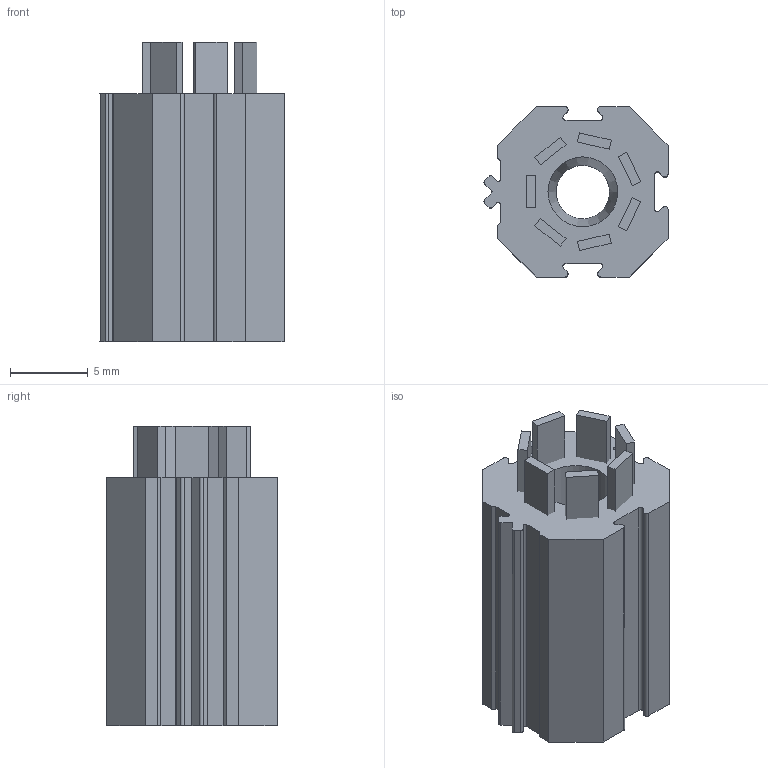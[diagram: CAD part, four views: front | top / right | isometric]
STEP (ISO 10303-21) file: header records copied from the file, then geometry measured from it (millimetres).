
FILE_DESCRIPTION (( 'STEP AP203' ), '1' );
FILE_NAME ('S98107-D02.STEP', '2025-01-22T09:03:32', ( '' ), ( '' ), 'SwSTEP 2.0', 'SolidWorks 2023', '' );
FILE_SCHEMA (( 'CONFIG_CONTROL_DESIGN' ));
Length unit declared in the file: millimetre
Products named in the file (3): V96456-G_Monoblock; K98001-B_Monoblock; S98107-D02
Assembly tree (2 placements, depth 2):
  S98107-D02
    V96456-G_Monoblock
    K98001-B_Monoblock
Bounding box: 11.88 x 11 x 19.3 mm (x, y, z)
Volume: 1770.9 mm3; surface area: 1856.7 mm2
Topology: 2 solids, 2 shells, 95 faces, 249 edges, 165 vertices
Faces by surface type: plane 70, cylinder 22, cone 3
Full cylindrical faces by diameter (mm): 3.445 x1, 4.5 x1, 5.326 x1, 7.779 x1
Entity records: 3174 total; most frequent: CARTESIAN_POINT 505, DIRECTION 487, ORIENTED_EDGE 482, EDGE_CURVE 241, LINE 195, VECTOR 195, VERTEX_POINT 164, AXIS2_PLACEMENT_3D 146
